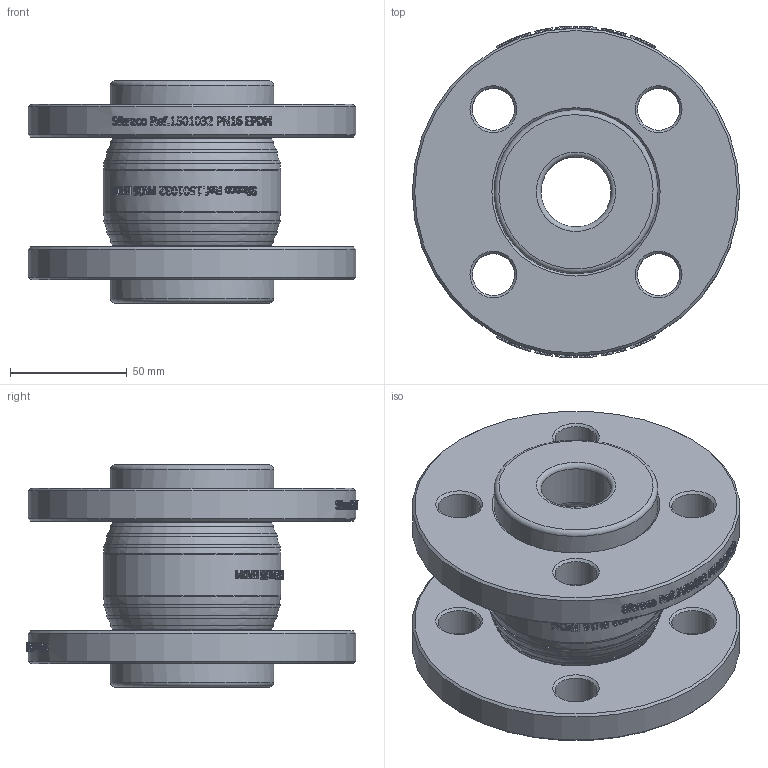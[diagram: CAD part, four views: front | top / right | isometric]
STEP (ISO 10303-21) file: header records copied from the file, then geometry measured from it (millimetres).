
FILE_DESCRIPTION(/* description */ ('1501032'),/* implementation_level */ '2;1');
FILE_NAME(/* name */ '1501032.stp',/* time_stamp */ '2014-09-25T11:27:48+02:00',/* author */ ('JM'),/* organization */ ('Sferaco'),/* preprocessor_version */ 'ST-DEVELOPER v15.6',/* originating_system */ 'Autodesk Inventor 2015',/* authorisation */ '');
FILE_SCHEMA (('AUTOMOTIVE_DESIGN { 1 0 10303 214 3 1 1 }'));
Products named in the file (1): 1501032_bd
Bounding box: 140 x 142 x 95 mm (x, y, z)
Volume: 544928.7 mm3; surface area: 101728.8 mm2
Topology: 1 solids, 5 shells, 1384 faces, 3757 edges, 2506 vertices
Faces by surface type: bspline 670, plane 547, cylinder 131, cone 24, torus 12
Full cylindrical faces by diameter (mm): 18 x8, 30 x2, 55 x3, 70 x4, 76 x1, 140 x2
Entity records: 61453 total; most frequent: CARTESIAN_POINT 29306, ORIENTED_EDGE 7374, DIRECTION 4467, EDGE_CURVE 3687, VERTEX_POINT 2492, LINE 1689, VECTOR 1689, EDGE_LOOP 1589
